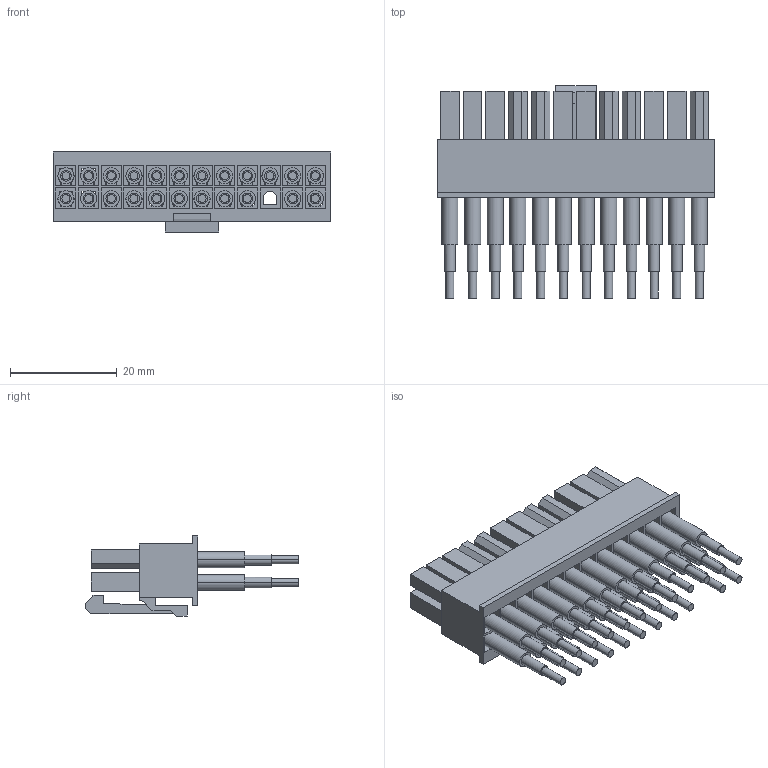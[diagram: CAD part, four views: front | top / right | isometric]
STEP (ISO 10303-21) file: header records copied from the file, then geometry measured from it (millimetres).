
FILE_DESCRIPTION (( 'STEP AP214' ), '1' );
FILE_NAME ('ATX-Main-23-Pin.STEP', '2015-07-22T07:23:54', ( '' ), ( '' ), 'SwSTEP 2.0', 'SolidWorks 2015', '' );
FILE_SCHEMA (( 'AUTOMOTIVE_DESIGN' ));
Length unit declared in the file: millimetre
Products named in the file (51): ATX-Main-24-Pin-crimp; Kabelstueck-750痠; ATX-Main-24-Pin-Body; ATX-Main-23-Pin
Assembly tree (47 placements, depth 2):
  ATX-Main-24-Pin-crimp
  Kabelstueck-750痠
  ATX-Main-24-Pin-crimp
  Kabelstueck-750痠
  ATX-Main-24-Pin-crimp
Bounding box: 52 x 39.77 x 15 mm (x, y, z)
Volume: 7059 mm3; surface area: 29087.3 mm2
Topology: 93 solids, 93 shells, 4518 faces, 10211 edges, 5810 vertices
Faces by surface type: plane 2996, cylinder 1430, cone 92
Entity records: 19949 total; most frequent: CARTESIAN_POINT 3396, ORIENTED_EDGE 3174, DIRECTION 3063, EDGE_CURVE 1587, LINE 1437, VECTOR 1437, VERTEX_POINT 1014, AXIS2_PLACEMENT_3D 813
